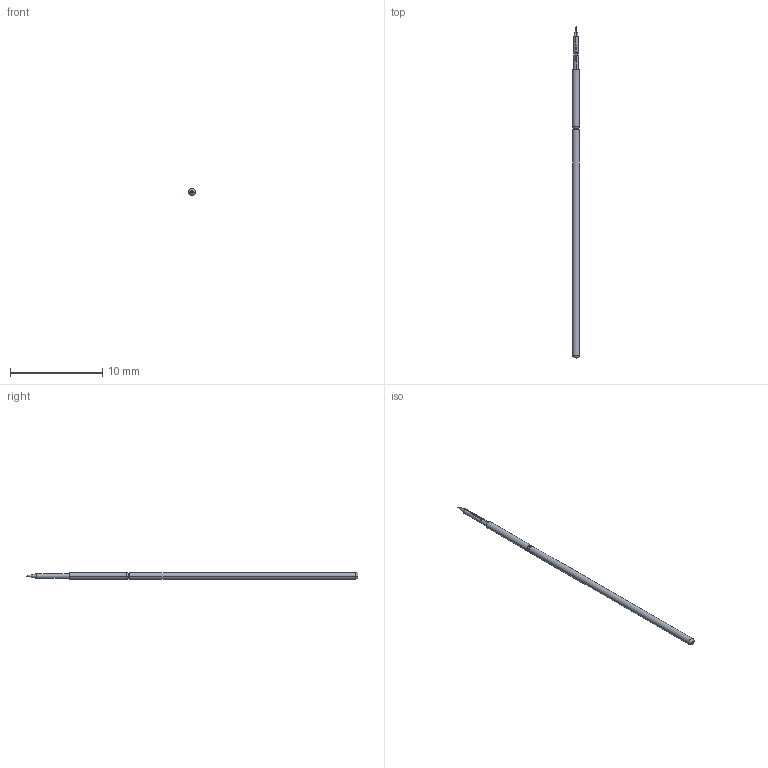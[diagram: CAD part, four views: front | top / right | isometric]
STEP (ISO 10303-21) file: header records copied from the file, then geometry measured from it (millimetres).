
FILE_DESCRIPTION (( 'STEP AP203' ), '1' );
FILE_NAME ('INGUN_GKS-051_201_051_A_xx00.STEP', '2021-09-21T07:25:49', ( 'ochi' ), ( '' ), 'SwSTEP 2.0', 'SolidWorks 2018', '' );
FILE_SCHEMA (( 'CONFIG_CONTROL_DESIGN' ));
Length unit declared in the file: millimetre
Products named in the file (1): INGUN_GKS-051_201_051_A_xx00
Bounding box: 0.75 x 36 x 0.75 mm (x, y, z)
Volume: 14.6 mm3; surface area: 80.8 mm2
Topology: 1 solids, 1 shells, 87 faces, 242 edges, 157 vertices
Faces by surface type: plane 32, cylinder 25, bspline 22, torus 6, cone 2
Entity records: 3770 total; most frequent: CARTESIAN_POINT 1904, ORIENTED_EDGE 480, EDGE_CURVE 240, DIRECTION 202, B_SPLINE_CURVE_WITH_KNOTS 192, VERTEX_POINT 157, EDGE_LOOP 89, AXIS2_PLACEMENT_3D 88
